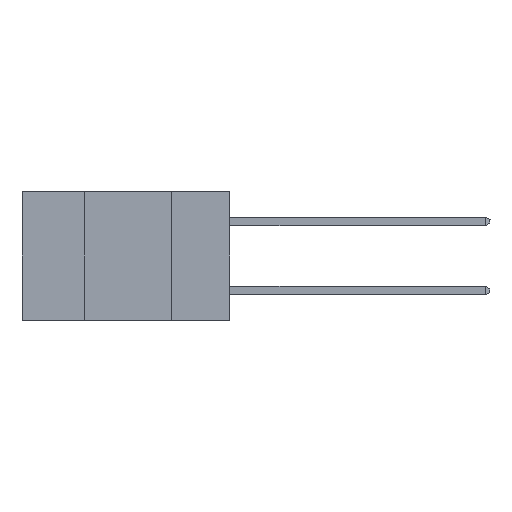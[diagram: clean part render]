
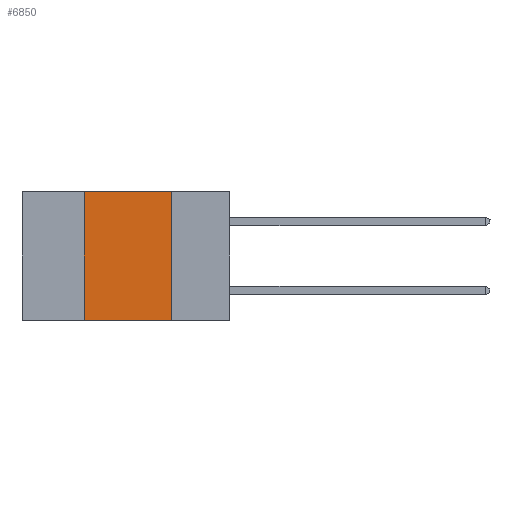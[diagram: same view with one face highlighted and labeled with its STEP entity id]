
A CAD part, left-side view. The second image highlights one B-rep face of the part: STEP entity #6850.
In plain terms, the highlighted planar face has unit normal (-1, 0, 0).
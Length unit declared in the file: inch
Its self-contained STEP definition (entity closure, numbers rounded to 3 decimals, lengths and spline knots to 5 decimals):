
#694 = CARTESIAN_POINT ( 'NONE',  ( 0., 0.42, -0.37 ) ) ;
#1344 = ORIENTED_EDGE ( 'NONE', *, *, #14789, .F. ) ;
#2824 = EDGE_CURVE ( 'NONE', #4621, #14644, #15661, .T. ) ;
#3145 = VERTEX_POINT ( 'NONE', #694 ) ;
#4621 = VERTEX_POINT ( 'NONE', #7791 ) ;
#4670 = DIRECTION ( 'NONE',  ( 1., 0., 0. ) ) ;
#4797 = EDGE_CURVE ( 'NONE', #14644, #17477, #17191, .T. ) ;
#4847 = EDGE_CURVE ( 'NONE', #3145, #17477, #17473, .T. ) ;
#4873 = EDGE_LOOP ( 'NONE', ( #9745, #7998, #1344, #8658 ) ) ;
#5642 = DIRECTION ( 'NONE',  ( 0., -1., 0. ) ) ;
#5964 = VECTOR ( 'NONE', #5642, 39.37008 ) ;
#6594 = DIRECTION ( 'NONE',  ( 0., 0., -1. ) ) ;
#6850 = ADVANCED_FACE ( 'NONE', ( #10496 ), #12146, .F. ) ;
#7313 = VECTOR ( 'NONE', #6594, 39.37008 ) ;
#7791 = CARTESIAN_POINT ( 'NONE',  ( 0., 0.42, 0. ) ) ;
#7932 = CARTESIAN_POINT ( 'NONE',  ( 0., 0.42, -0.37 ) ) ;
#7998 = ORIENTED_EDGE ( 'NONE', *, *, #2824, .F. ) ;
#8235 = CARTESIAN_POINT ( 'NONE',  ( 0., 0.17, -0.37 ) ) ;
#8658 = ORIENTED_EDGE ( 'NONE', *, *, #4847, .T. ) ;
#9094 = LINE ( 'NONE', #7932, #15831 ) ;
#9745 = ORIENTED_EDGE ( 'NONE', *, *, #4797, .F. ) ;
#9982 = CARTESIAN_POINT ( 'NONE',  ( 0., 0.17, 0. ) ) ;
#10496 = FACE_OUTER_BOUND ( 'NONE', #4873, .T. ) ;
#10775 = DIRECTION ( 'NONE',  ( 0., 0., 1. ) ) ;
#11452 = CARTESIAN_POINT ( 'NONE',  ( 0., 0.6, 0. ) ) ;
#11778 = DIRECTION ( 'NONE',  ( 0., -1., 0. ) ) ;
#12146 = PLANE ( 'NONE',  #17583 ) ;
#13399 = CARTESIAN_POINT ( 'NONE',  ( 0., 0.6, 0. ) ) ;
#14032 = CARTESIAN_POINT ( 'NONE',  ( 0., 0.17, -0.37 ) ) ;
#14644 = VERTEX_POINT ( 'NONE', #9982 ) ;
#14789 = EDGE_CURVE ( 'NONE', #3145, #4621, #9094, .T. ) ;
#15197 = DIRECTION ( 'NONE',  ( 0., 0., -1. ) ) ;
#15661 = LINE ( 'NONE', #11452, #5964 ) ;
#15831 = VECTOR ( 'NONE', #10775, 39.37008 ) ;
#17191 = LINE ( 'NONE', #14032, #7313 ) ;
#17473 = LINE ( 'NONE', #19160, #17638 ) ;
#17477 = VERTEX_POINT ( 'NONE', #8235 ) ;
#17583 = AXIS2_PLACEMENT_3D ( 'NONE', #13399, #4670, #15197 ) ;
#17638 = VECTOR ( 'NONE', #11778, 39.37008 ) ;
#19160 = CARTESIAN_POINT ( 'NONE',  ( 0., 0.6, -0.37 ) ) ;
